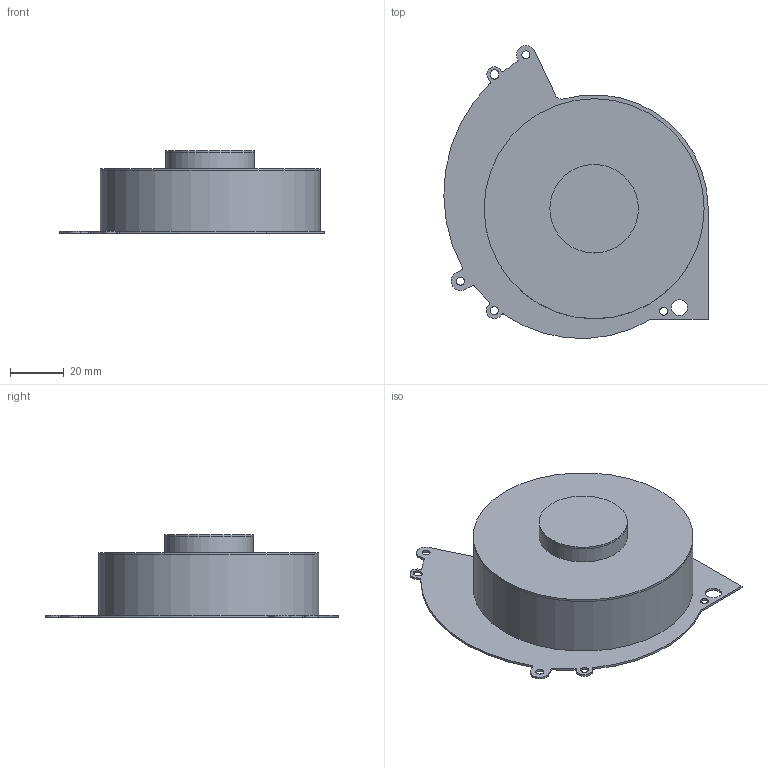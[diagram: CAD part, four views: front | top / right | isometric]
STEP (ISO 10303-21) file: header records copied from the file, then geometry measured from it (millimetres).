
FILE_DESCRIPTION(('FreeCAD Model'),'2;1');
FILE_NAME('Open CASCADE Shape Model','2021-07-27T02:12:39',('FreeCAD'),( 'FreeCAD'),'Open CASCADE STEP processor 7.4','FreeCAD','Unknown');
FILE_SCHEMA(('AUTOMOTIVE_DESIGN { 1 0 10303 214 1 1 1 1 }'));
Length unit declared in the file: millimetre
Products named in the file (6): Open CASCADE STEP translator 7.4 2; Open CASCADE STEP translator 7.4 2.1; Open CASCADE STEP translator 7.4 2.2; Open CASCADE STEP translator 7.4 2.3; Open CASCADE STEP translator 7.4 2.4; Open CASCADE STEP translator 7.4 2.5
Assembly tree (5 placements, depth 2):
  Open CASCADE STEP translator 7.4 2
    Open CASCADE STEP translator 7.4 2.1
    Open CASCADE STEP translator 7.4 2.2
    Open CASCADE STEP translator 7.4 2.3
    Open CASCADE STEP translator 7.4 2.4
    Open CASCADE STEP translator 7.4 2.5
Bounding box: 98.5 x 109.14 x 30.9 mm (x, y, z)
Volume: 268438.8 mm3; surface area: 60419.5 mm2
Topology: 4 solids, 4 shells, 118 faces, 324 edges, 216 vertices
Faces by surface type: cylinder 68, plane 50
Full cylindrical faces by diameter (mm): 3 x8, 6 x2, 33 x2, 82 x2
Entity records: 8190 total; most frequent: DIRECTION 1356, CARTESIAN_POINT 1312, LINE 700, VECTOR 700, ORIENTED_EDGE 648, PCURVE 648, DEFINITIONAL_REPRESENTATION 648, EDGE_CURVE 324
